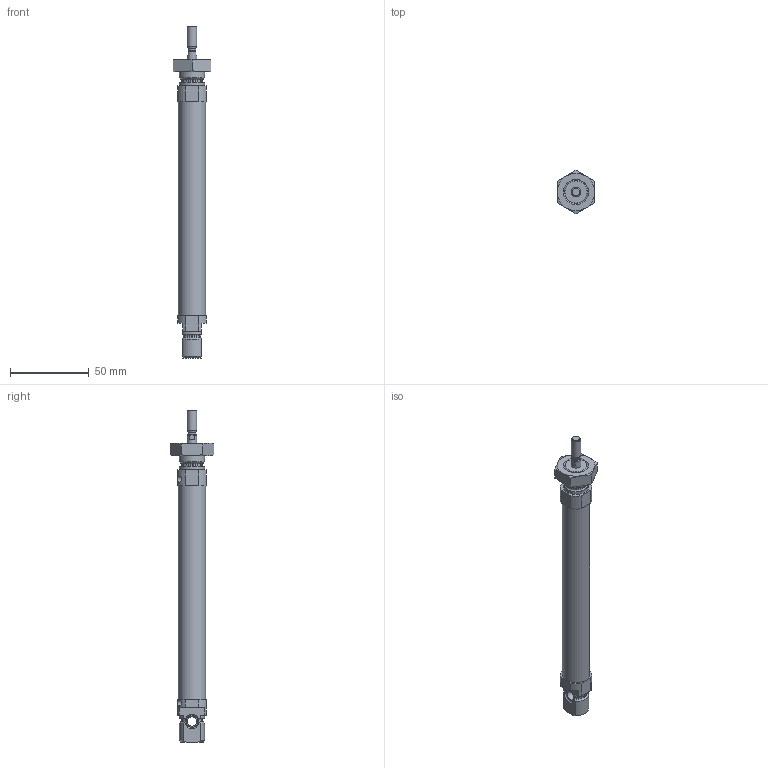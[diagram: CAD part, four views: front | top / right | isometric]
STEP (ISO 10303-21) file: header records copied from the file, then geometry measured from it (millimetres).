
FILE_DESCRIPTION(/* description */ ('STEP AP214'),/* implementation_level */ '2;1');
FILE_NAME(/* name */ '19232_DSNU-16-100-PPV-A',/* time_stamp */ '2024-08-21T13:44:40+02:00',/* author */ ('License CC BY-ND 4.0'),/* organization */ ('CADENAS'),/* preprocessor_version */ 'ST-DEVELOPER v19.3',/* originating_system */ 'PARTsolutions',/* authorisation */ ' ');
FILE_SCHEMA (('AUTOMOTIVE_DESIGN {1 0 10303 214 3 1 1}'));
Length unit declared in the file: millimetre
Products named in the file (4): 19232 DSNU-16-100-PPV-A---(0); 19232 DSNU-16-100-PPV---(A----0-ZR); DIN-439-B - M16x1.5(F); 19232 DSNU-16-100-PPV---(A---00--0-KS)
Assembly tree (3 placements, depth 2):
  19232 DSNU-16-100-PPV-A---(0)
    19232 DSNU-16-100-PPV---(A----0-ZR)
    DIN-439-B - M16x1.5(F)
    19232 DSNU-16-100-PPV---(A---00--0-KS)
Bounding box: 24 x 27.71 x 211 mm (x, y, z)
Volume: 28749.5 mm3; surface area: 23067.1 mm2
Topology: 3 solids, 3 shells, 132 faces, 322 edges, 206 vertices
Faces by surface type: plane 56, cylinder 44, cone 24, torus 8
Full cylindrical faces by diameter (mm): 2.55 x1, 2.6 x1, 2.7 x2, 3.8 x2, 4.134 x2, 4.8 x1, 6 x4, 8 x2, 13.7 x1, 14.376 x1, 16 x4, 17.3 x1
Entity records: 4568 total; most frequent: CARTESIAN_POINT 846, DIRECTION 604, ORIENTED_EDGE 552, EDGE_CURVE 276, AXIS2_PLACEMENT_3D 255, VERTEX_POINT 200, EDGE_LOOP 188, FACE_BOUND 188
